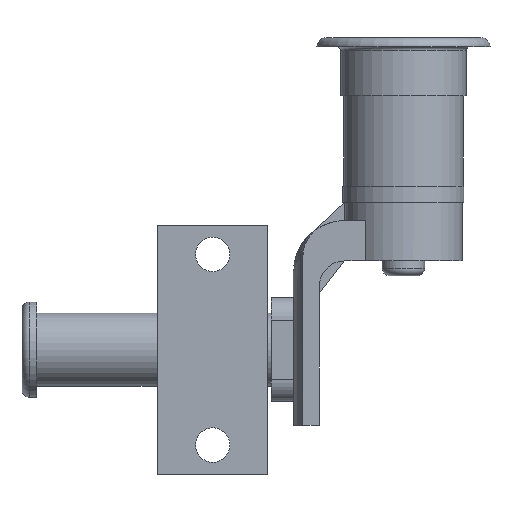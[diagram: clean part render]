
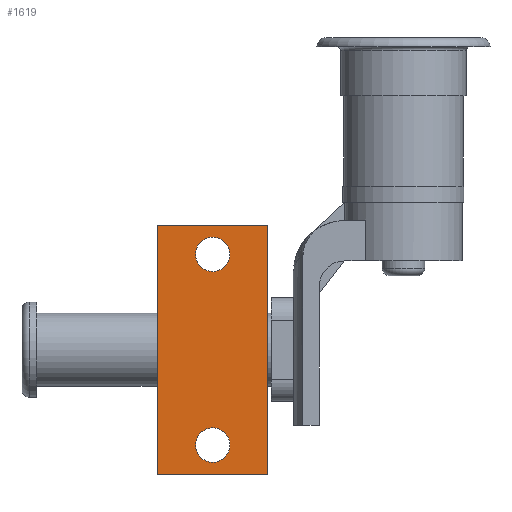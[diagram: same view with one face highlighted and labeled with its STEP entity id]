
A CAD part, front view. The second image highlights one B-rep face of the part: STEP entity #1619.
In plain terms, the highlighted planar face has unit normal (0, -1, 0).
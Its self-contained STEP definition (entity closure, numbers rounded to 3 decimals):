
#50=FACE_BOUND('',#291,.T.);
#51=FACE_BOUND('',#292,.T.);
#98=PLANE('',#1798);
#183=FACE_OUTER_BOUND('',#290,.T.);
#290=EDGE_LOOP('',(#1397,#1398,#1399,#1400));
#291=EDGE_LOOP('',(#1401,#1402));
#292=EDGE_LOOP('',(#1403,#1404));
#398=LINE('',#2762,#535);
#417=LINE('',#2812,#554);
#420=LINE('',#2817,#557);
#421=LINE('',#2819,#558);
#535=VECTOR('',#2151,10.);
#554=VECTOR('',#2200,10.);
#557=VECTOR('',#2205,10.);
#558=VECTOR('',#2208,10.);
#654=CIRCLE('',#1790,2.35);
#655=CIRCLE('',#1791,2.35);
#656=CIRCLE('',#1793,2.35);
#657=CIRCLE('',#1794,2.35);
#776=VERTEX_POINT('',#2759);
#777=VERTEX_POINT('',#2761);
#789=VERTEX_POINT('',#2799);
#790=VERTEX_POINT('',#2800);
#791=VERTEX_POINT('',#2805);
#792=VERTEX_POINT('',#2806);
#793=VERTEX_POINT('',#2811);
#794=VERTEX_POINT('',#2815);
#975=EDGE_CURVE('',#777,#776,#398,.T.);
#994=EDGE_CURVE('',#789,#790,#654,.T.);
#995=EDGE_CURVE('',#790,#789,#655,.T.);
#997=EDGE_CURVE('',#791,#792,#656,.T.);
#998=EDGE_CURVE('',#792,#791,#657,.T.);
#1000=EDGE_CURVE('',#776,#793,#417,.T.);
#1003=EDGE_CURVE('',#793,#794,#420,.T.);
#1004=EDGE_CURVE('',#794,#777,#421,.T.);
#1397=ORIENTED_EDGE('',*,*,#1004,.T.);
#1398=ORIENTED_EDGE('',*,*,#975,.T.);
#1399=ORIENTED_EDGE('',*,*,#1000,.T.);
#1400=ORIENTED_EDGE('',*,*,#1003,.T.);
#1401=ORIENTED_EDGE('',*,*,#994,.T.);
#1402=ORIENTED_EDGE('',*,*,#995,.T.);
#1403=ORIENTED_EDGE('',*,*,#997,.T.);
#1404=ORIENTED_EDGE('',*,*,#998,.T.);
#1619=ADVANCED_FACE('',(#183,#50,#51),#98,.T.);
#1790=AXIS2_PLACEMENT_3D('',#2801,#2186,#2187);
#1791=AXIS2_PLACEMENT_3D('',#2802,#2188,#2189);
#1793=AXIS2_PLACEMENT_3D('',#2807,#2193,#2194);
#1794=AXIS2_PLACEMENT_3D('',#2808,#2195,#2196);
#1798=AXIS2_PLACEMENT_3D('',#2820,#2209,#2210);
#2151=DIRECTION('',(0.,0.,-1.));
#2186=DIRECTION('center_axis',(0.,1.,0.));
#2187=DIRECTION('ref_axis',(-1.,0.,0.));
#2188=DIRECTION('center_axis',(0.,1.,0.));
#2189=DIRECTION('ref_axis',(-1.,0.,0.));
#2193=DIRECTION('center_axis',(0.,1.,0.));
#2194=DIRECTION('ref_axis',(-1.,0.,0.));
#2195=DIRECTION('center_axis',(0.,1.,0.));
#2196=DIRECTION('ref_axis',(-1.,0.,0.));
#2200=DIRECTION('',(1.,0.,0.));
#2205=DIRECTION('',(0.,0.,1.));
#2208=DIRECTION('',(-1.,0.,0.));
#2209=DIRECTION('center_axis',(0.,-1.,0.));
#2210=DIRECTION('ref_axis',(0.,0.,-1.));
#2759=CARTESIAN_POINT('',(-33.5,-11.,-58.2));
#2761=CARTESIAN_POINT('',(-33.5,-11.,-24.2));
#2762=CARTESIAN_POINT('',(-33.5,-11.,-24.2));
#2799=CARTESIAN_POINT('',(-28.35,-11.,-54.2));
#2800=CARTESIAN_POINT('',(-23.65,-11.,-54.2));
#2801=CARTESIAN_POINT('Origin',(-26.,-11.,-54.2));
#2802=CARTESIAN_POINT('Origin',(-26.,-11.,-54.2));
#2805=CARTESIAN_POINT('',(-28.35,-11.,-28.2));
#2806=CARTESIAN_POINT('',(-23.65,-11.,-28.2));
#2807=CARTESIAN_POINT('Origin',(-26.,-11.,-28.2));
#2808=CARTESIAN_POINT('Origin',(-26.,-11.,-28.2));
#2811=CARTESIAN_POINT('',(-18.5,-11.,-58.2));
#2812=CARTESIAN_POINT('',(-33.5,-11.,-58.2));
#2815=CARTESIAN_POINT('',(-18.5,-11.,-24.2));
#2817=CARTESIAN_POINT('',(-18.5,-11.,-58.2));
#2819=CARTESIAN_POINT('',(-18.5,-11.,-24.2));
#2820=CARTESIAN_POINT('Origin',(-26.,-11.,-41.2));
